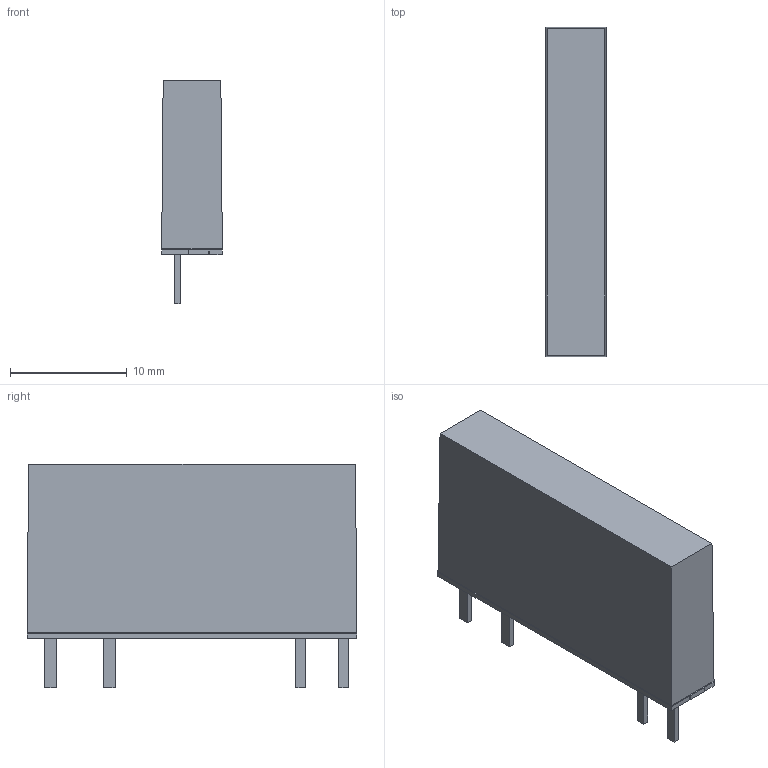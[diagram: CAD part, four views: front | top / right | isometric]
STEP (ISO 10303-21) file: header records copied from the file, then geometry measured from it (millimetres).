
FILE_DESCRIPTION(/* description */ ('Alibre Inc.'),/* implementation_level */ '2;1');
FILE_NAME(/* name */ 'export-8A941917-0E27-4908-B88C-0AE1A45A64C4',/* time_stamp */ '2021-04-08T14:43:47+02:00',/* author */ (''),/* organization */ (''),/* preprocessor_version */ 'ST-DEVELOPER v17',/* originating_system */ 'Alibre',/* authorisation */ '');
FILE_SCHEMA (('AUTOMOTIVE_DESIGN'));
Length unit declared in the file: millimetre
Products named in the file (2): REL-OPT-28x15x5-BK-select
Bounding box: 5.19 x 28.25 x 19.15 mm (x, y, z)
Volume: 2137.7 mm3; surface area: 1373.5 mm2
Topology: 1 solids, 1 shells, 84 faces, 216 edges, 144 vertices
Faces by surface type: plane 84
Entity records: 2482 total; most frequent: CARTESIAN_POINT 446, ORIENTED_EDGE 432, DIRECTION 304, VECTOR 216, LINE 216, EDGE_CURVE 216, VERTEX_POINT 144, EDGE_LOOP 94
